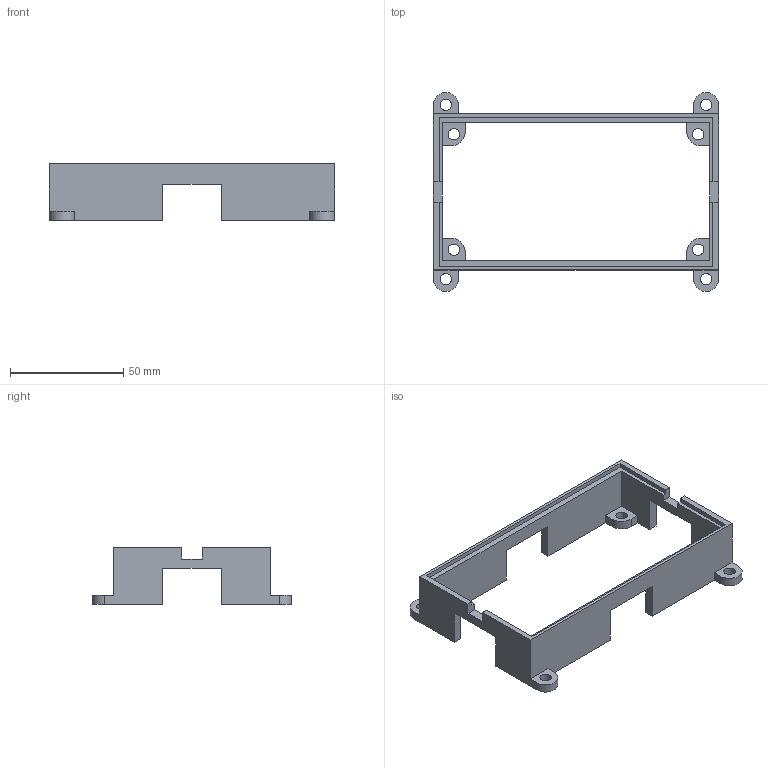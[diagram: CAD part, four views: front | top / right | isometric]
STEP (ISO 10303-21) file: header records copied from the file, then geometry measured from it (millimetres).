
FILE_DESCRIPTION(('CATIA V5 STEP Exchange'),'2;1');
FILE_NAME('discovery_frame_v1.stp','2017-01-07T18:47:38+00:00',('none'),('none'),'CATIA Version 5 Release 20 GA (IN-10)','CATIA V5 STEP AP203','none');
FILE_SCHEMA(('CONFIG_CONTROL_DESIGN'));
Length unit declared in the file: millimetre
Products named in the file (1): discovery_frame
Bounding box: 126 x 88 x 25 mm (x, y, z)
Volume: 31174.3 mm3; surface area: 20642.1 mm2
Topology: 1 solids, 1 shells, 84 faces, 256 edges, 172 vertices
Faces by surface type: plane 60, cylinder 24
Entity records: 2700 total; most frequent: ORIENTED_EDGE 512, CARTESIAN_POINT 475, DIRECTION 348, EDGE_CURVE 256, VECTOR 208, LINE 208, VERTEX_POINT 172, EDGE_LOOP 100
